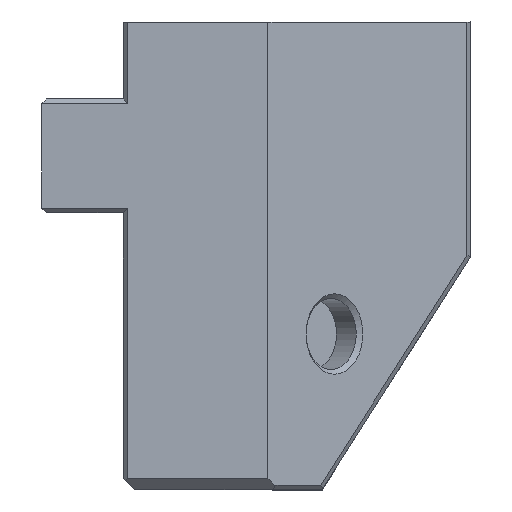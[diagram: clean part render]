
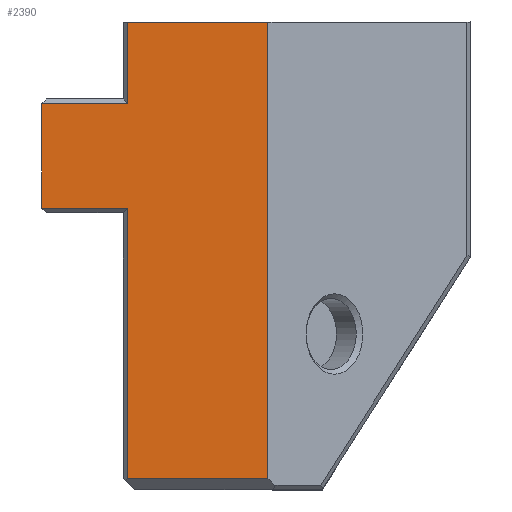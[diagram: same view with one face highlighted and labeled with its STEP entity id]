
A CAD part, left-side view. The second image highlights one B-rep face of the part: STEP entity #2390.
In plain terms, the highlighted planar face has unit normal (-1, 0, 0).
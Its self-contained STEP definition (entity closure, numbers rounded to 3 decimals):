
#72=PLANE('',#2556);
#200=FACE_OUTER_BOUND('',#343,.T.);
#343=EDGE_LOOP('',(#1795,#1796,#1797,#1798,#1799,#1800,#1801,#1802));
#535=LINE('',#3590,#821);
#539=LINE('',#3599,#825);
#540=LINE('',#3601,#826);
#541=LINE('',#3602,#827);
#542=LINE('',#3604,#828);
#543=LINE('',#3606,#829);
#544=LINE('',#3608,#830);
#545=LINE('',#3609,#831);
#821=VECTOR('',#2883,10.);
#825=VECTOR('',#2889,10.);
#826=VECTOR('',#2890,10.);
#827=VECTOR('',#2891,10.);
#828=VECTOR('',#2892,10.);
#829=VECTOR('',#2893,10.);
#830=VECTOR('',#2894,10.);
#831=VECTOR('',#2895,10.);
#1142=VERTEX_POINT('',#3588);
#1143=VERTEX_POINT('',#3589);
#1146=VERTEX_POINT('',#3597);
#1147=VERTEX_POINT('',#3598);
#1148=VERTEX_POINT('',#3600);
#1149=VERTEX_POINT('',#3603);
#1150=VERTEX_POINT('',#3605);
#1151=VERTEX_POINT('',#3607);
#1386=EDGE_CURVE('',#1142,#1143,#535,.T.);
#1390=EDGE_CURVE('',#1146,#1147,#539,.T.);
#1391=EDGE_CURVE('',#1148,#1146,#540,.F.);
#1392=EDGE_CURVE('',#1143,#1148,#541,.T.);
#1393=EDGE_CURVE('',#1149,#1142,#542,.T.);
#1394=EDGE_CURVE('',#1150,#1149,#543,.T.);
#1395=EDGE_CURVE('',#1151,#1150,#544,.T.);
#1396=EDGE_CURVE('',#1147,#1151,#545,.T.);
#1795=ORIENTED_EDGE('',*,*,#1390,.F.);
#1796=ORIENTED_EDGE('',*,*,#1391,.F.);
#1797=ORIENTED_EDGE('',*,*,#1392,.F.);
#1798=ORIENTED_EDGE('',*,*,#1386,.F.);
#1799=ORIENTED_EDGE('',*,*,#1393,.F.);
#1800=ORIENTED_EDGE('',*,*,#1394,.F.);
#1801=ORIENTED_EDGE('',*,*,#1395,.F.);
#1802=ORIENTED_EDGE('',*,*,#1396,.F.);
#2390=ADVANCED_FACE('',(#200),#72,.F.);
#2556=AXIS2_PLACEMENT_3D('',#3596,#2887,#2888);
#2883=DIRECTION('',(0.,0.,1.));
#2887=DIRECTION('center_axis',(1.,0.,0.));
#2888=DIRECTION('ref_axis',(0.,0.,1.));
#2889=DIRECTION('',(0.,1.,0.));
#2890=DIRECTION('',(0.,0.,1.));
#2891=DIRECTION('',(0.,-1.,0.));
#2892=DIRECTION('',(0.,-1.,0.));
#2893=DIRECTION('',(0.,0.,1.));
#2894=DIRECTION('',(0.,1.,0.));
#2895=DIRECTION('',(0.,0.,1.));
#3588=CARTESIAN_POINT('',(-101.8,-55.6,-7.));
#3589=CARTESIAN_POINT('',(-101.8,-55.6,0.));
#3590=CARTESIAN_POINT('',(-101.8,-55.6,-27.9));
#3596=CARTESIAN_POINT('Origin',(-101.8,-73.123,-18.6));
#3597=CARTESIAN_POINT('',(-101.8,-67.629,-39.2));
#3598=CARTESIAN_POINT('',(-101.8,-55.6,-39.2));
#3599=CARTESIAN_POINT('',(-101.8,-67.361,-39.2));
#3600=CARTESIAN_POINT('',(-101.8,-67.629,0.));
#3601=CARTESIAN_POINT('',(-101.8,-67.629,-18.6));
#3602=CARTESIAN_POINT('',(-101.8,-73.123,0.));
#3603=CARTESIAN_POINT('',(-101.8,-48.2,-7.));
#3604=CARTESIAN_POINT('',(-101.8,-62.311,-7.));
#3605=CARTESIAN_POINT('',(-101.8,-48.2,-16.));
#3606=CARTESIAN_POINT('',(-101.8,-48.2,-18.6));
#3607=CARTESIAN_POINT('',(-101.8,-55.6,-16.));
#3608=CARTESIAN_POINT('',(-101.8,-60.561,-16.));
#3609=CARTESIAN_POINT('',(-101.8,-55.6,-27.9));
